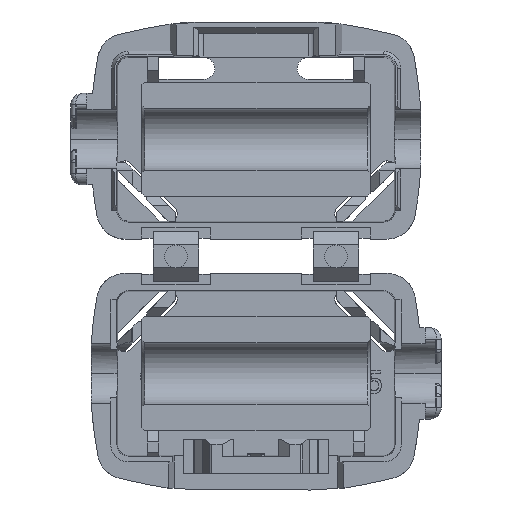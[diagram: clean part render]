
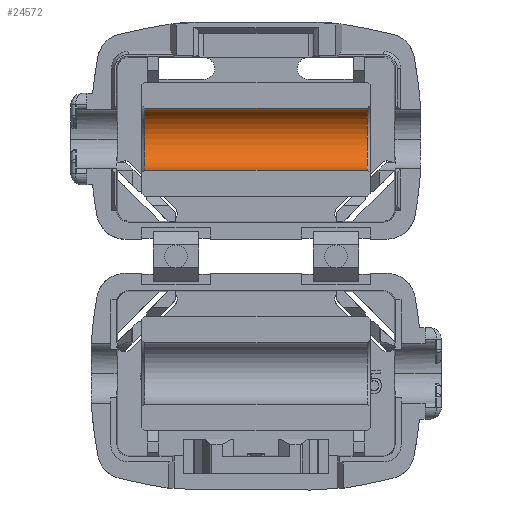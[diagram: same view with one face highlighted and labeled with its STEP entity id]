
A CAD part, top view. The second image highlights one B-rep face of the part: STEP entity #24572.
In plain terms, the highlighted cylindrical face has radius 2.7 mm (diameter 5.4 mm), a partial arc.
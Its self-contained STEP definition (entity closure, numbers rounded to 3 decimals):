
#670=CIRCLE('',#26323,2.7);
#671=CIRCLE('',#26324,2.7);
#1011=CYLINDRICAL_SURFACE('',#26322,2.7);
#8780=ORIENTED_EDGE('',*,*,#12386,.F.);
#8781=ORIENTED_EDGE('',*,*,#12425,.T.);
#8782=ORIENTED_EDGE('',*,*,#12392,.F.);
#8783=ORIENTED_EDGE('',*,*,#12426,.T.);
#12386=EDGE_CURVE('',#14736,#14737,#17177,.F.);
#12392=EDGE_CURVE('',#14742,#14743,#17183,.T.);
#12425=EDGE_CURVE('',#14736,#14743,#670,.F.);
#12426=EDGE_CURVE('',#14742,#14737,#671,.T.);
#14736=VERTEX_POINT('',#43124);
#14737=VERTEX_POINT('',#43126);
#14742=VERTEX_POINT('',#43138);
#14743=VERTEX_POINT('',#43139);
#17177=LINE('',#43125,#19623);
#17183=LINE('',#43137,#19629);
#19623=VECTOR('',#32138,1000.);
#19629=VECTOR('',#32146,1000.);
#21023=EDGE_LOOP('',(#8780,#8781,#8782,#8783));
#22403=FACE_BOUND('',#21023,.T.);
#24572=ADVANCED_FACE('',(#22403),#1011,.F.);
#26322=AXIS2_PLACEMENT_3D('',#43202,#32198,#32199);
#26323=AXIS2_PLACEMENT_3D('',#43203,#32200,#32201);
#26324=AXIS2_PLACEMENT_3D('',#43204,#32202,#32203);
#32138=DIRECTION('',(-1.,0.,0.));
#32146=DIRECTION('',(-1.,0.,0.));
#32198=DIRECTION('',(-1.,0.,0.));
#32199=DIRECTION('',(0.,0.,1.));
#32200=DIRECTION('',(1.,0.,0.));
#32201=DIRECTION('',(0.,0.,-1.));
#32202=DIRECTION('',(1.,0.,0.));
#32203=DIRECTION('',(0.,0.,-1.));
#43124=CARTESIAN_POINT('',(-9.75,2.7,5.1));
#43125=CARTESIAN_POINT('',(23.682,2.7,5.1));
#43126=CARTESIAN_POINT('',(9.75,2.7,5.1));
#43137=CARTESIAN_POINT('',(23.682,-2.7,5.1));
#43138=CARTESIAN_POINT('',(9.75,-2.7,5.1));
#43139=CARTESIAN_POINT('',(-9.75,-2.7,5.1));
#43202=CARTESIAN_POINT('',(23.682,0.,5.1));
#43203=CARTESIAN_POINT('',(-9.75,0.,5.1));
#43204=CARTESIAN_POINT('',(9.75,0.,5.1));
